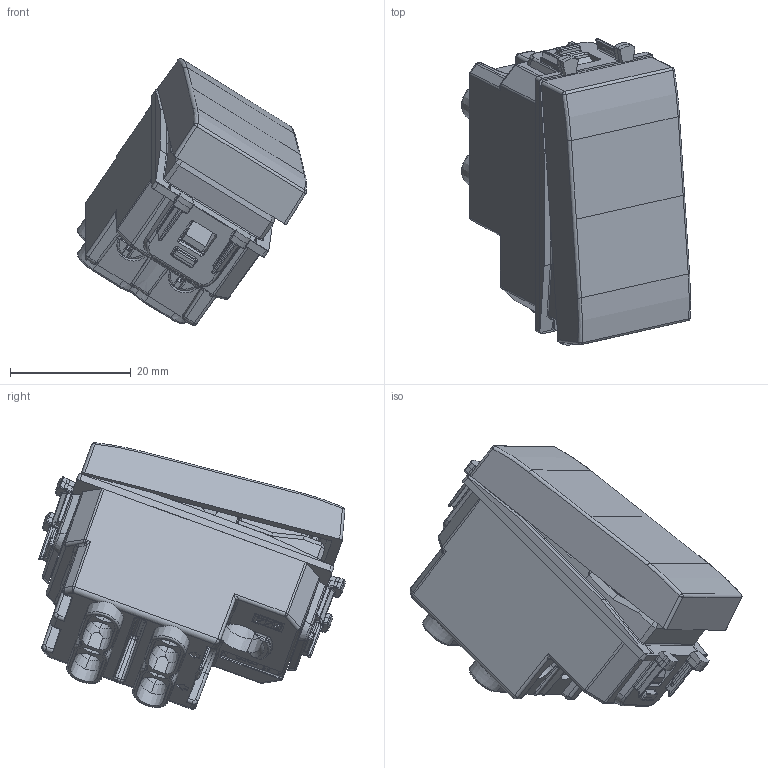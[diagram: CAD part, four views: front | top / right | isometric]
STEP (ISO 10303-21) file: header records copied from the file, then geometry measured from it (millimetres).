
FILE_DESCRIPTION(('CATIA V5 STEP Exchange'),'2;1');
FILE_NAME('441004-10A.stp','2024-02-16T07:17:45+00:00',('none'),('none'),'CATIA Version 5-6 Release 2016 SP6','CATIA V5 STEP AP203','none');
FILE_SCHEMA(('CONFIG_CONTROL_DESIGN'));
Products named in the file (1): 441004-10A
Assembly tree (18 placements, depth 2):
  441004-10A
    #57
    #40546
    #47446
    #50608
    #53512
    #101549
    #135814  x2
    #137501  x4
    #139414  x4
    #140306
    #148597
Bounding box: 37.86 x 50.64 x 44.06 mm (x, y, z)
Volume: 15992.9 mm3; surface area: 25947.8 mm2
Topology: 22 solids, 22 shells, 4846 faces, 13050 edges, 8141 vertices
Faces by surface type: plane 2546, cylinder 1285, bspline 465, cone 276, torus 131, sphere 99, extrusion 36, revolution 8
Entity records: 174039 total; most frequent: CARTESIAN_POINT 73531, ORIENTED_EDGE 24156, DIRECTION 15001, EDGE_CURVE 12078, VERTEX_POINT 7599, VECTOR 6830, LINE 6794, AXIS2_PLACEMENT_3D 4797
